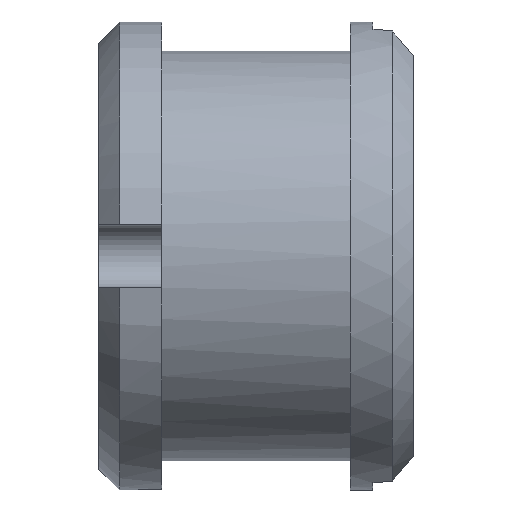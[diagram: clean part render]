
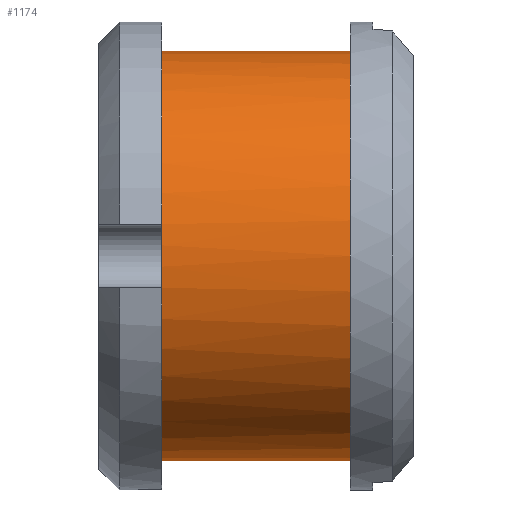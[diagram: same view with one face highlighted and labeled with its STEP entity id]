
A CAD part, left-side view. The second image highlights one B-rep face of the part: STEP entity #1174.
In plain terms, the highlighted cylindrical face has radius 2.538 mm (diameter 5.075 mm), a partial arc.
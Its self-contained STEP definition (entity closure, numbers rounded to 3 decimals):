
#20 = CARTESIAN_POINT ( 'NONE',  ( 0., -1.17, 0. ) ) ;
#55 = VERTEX_POINT ( 'NONE', #751 ) ;
#83 = AXIS2_PLACEMENT_3D ( 'NONE', #858, #1077, #445 ) ;
#122 = DIRECTION ( 'NONE',  ( 0., 1., 0. ) ) ;
#123 = LINE ( 'NONE', #947, #946 ) ;
#174 = DIRECTION ( 'NONE',  ( 0., 0., 1. ) ) ;
#227 = CYLINDRICAL_SURFACE ( 'NONE', #83, 2.537 ) ;
#251 = VERTEX_POINT ( 'NONE', #1123 ) ;
#259 = EDGE_CURVE ( 'NONE', #1368, #908, #923, .T. ) ;
#262 = LINE ( 'NONE', #1315, #873 ) ;
#332 = DIRECTION ( 'NONE',  ( 0., 0., 1. ) ) ;
#360 = AXIS2_PLACEMENT_3D ( 'NONE', #1317, #1161, #1172 ) ;
#362 = CIRCLE ( 'NONE', #1154, 2.537 ) ;
#364 = DIRECTION ( 'NONE',  ( 0., -1., 0. ) ) ;
#368 = ORIENTED_EDGE ( 'NONE', *, *, #1068, .T. ) ;
#369 = CARTESIAN_POINT ( 'NONE',  ( -2.507, 1.17, -0.394 ) ) ;
#375 = CARTESIAN_POINT ( 'NONE',  ( -2.507, 1.17, 0.394 ) ) ;
#380 = DIRECTION ( 'NONE',  ( 0., -1., 0. ) ) ;
#381 = ORIENTED_EDGE ( 'NONE', *, *, #1258, .T. ) ;
#445 = DIRECTION ( 'NONE',  ( 0., 0., 1. ) ) ;
#458 = CARTESIAN_POINT ( 'NONE',  ( 0., 1.17, 0. ) ) ;
#494 = AXIS2_PLACEMENT_3D ( 'NONE', #582, #364, #174 ) ;
#498 = EDGE_CURVE ( 'NONE', #55, #1136, #262, .T. ) ;
#534 = FACE_OUTER_BOUND ( 'NONE', #1118, .T. ) ;
#575 = AXIS2_PLACEMENT_3D ( 'NONE', #458, #380, #1009 ) ;
#582 = CARTESIAN_POINT ( 'NONE',  ( 0., 1.17, 0. ) ) ;
#604 = DIRECTION ( 'NONE',  ( 0., 1., 0. ) ) ;
#622 = CARTESIAN_POINT ( 'NONE',  ( 0., 1.17, -2.537 ) ) ;
#751 = CARTESIAN_POINT ( 'NONE',  ( 0., -1.17, -2.537 ) ) ;
#773 = EDGE_CURVE ( 'NONE', #251, #1368, #123, .T. ) ;
#776 = ORIENTED_EDGE ( 'NONE', *, *, #259, .T. ) ;
#858 = CARTESIAN_POINT ( 'NONE',  ( 0., 0., 0. ) ) ;
#873 = VECTOR ( 'NONE', #1119, 1000. ) ;
#908 = VERTEX_POINT ( 'NONE', #375 ) ;
#920 = ORIENTED_EDGE ( 'NONE', *, *, #1167, .T. ) ;
#923 = CIRCLE ( 'NONE', #494, 2.537 ) ;
#946 = VECTOR ( 'NONE', #604, 1000. ) ;
#947 = CARTESIAN_POINT ( 'NONE',  ( 0., 0., 2.537 ) ) ;
#957 = VERTEX_POINT ( 'NONE', #369 ) ;
#959 = ORIENTED_EDGE ( 'NONE', *, *, #498, .F. ) ;
#966 = CIRCLE ( 'NONE', #360, 2.537 ) ;
#988 = CIRCLE ( 'NONE', #575, 2.537 ) ;
#1009 = DIRECTION ( 'NONE',  ( 0., 0., 1. ) ) ;
#1033 = CARTESIAN_POINT ( 'NONE',  ( 0., 1.17, 2.537 ) ) ;
#1068 = EDGE_CURVE ( 'NONE', #908, #957, #966, .T. ) ;
#1077 = DIRECTION ( 'NONE',  ( 0., 1., 0. ) ) ;
#1118 = EDGE_LOOP ( 'NONE', ( #959, #920, #1184, #776, #368, #381 ) ) ;
#1119 = DIRECTION ( 'NONE',  ( 0., 1., 0. ) ) ;
#1123 = CARTESIAN_POINT ( 'NONE',  ( 0., -1.17, 2.537 ) ) ;
#1136 = VERTEX_POINT ( 'NONE', #622 ) ;
#1154 = AXIS2_PLACEMENT_3D ( 'NONE', #20, #122, #332 ) ;
#1161 = DIRECTION ( 'NONE',  ( 0., -1., 0. ) ) ;
#1167 = EDGE_CURVE ( 'NONE', #55, #251, #362, .T. ) ;
#1172 = DIRECTION ( 'NONE',  ( 0., 0., 1. ) ) ;
#1174 = ADVANCED_FACE ( 'NONE', ( #534 ), #227, .T. ) ;
#1184 = ORIENTED_EDGE ( 'NONE', *, *, #773, .T. ) ;
#1258 = EDGE_CURVE ( 'NONE', #957, #1136, #988, .T. ) ;
#1315 = CARTESIAN_POINT ( 'NONE',  ( 0., 0., -2.537 ) ) ;
#1317 = CARTESIAN_POINT ( 'NONE',  ( 0., 1.17, 0. ) ) ;
#1368 = VERTEX_POINT ( 'NONE', #1033 ) ;
